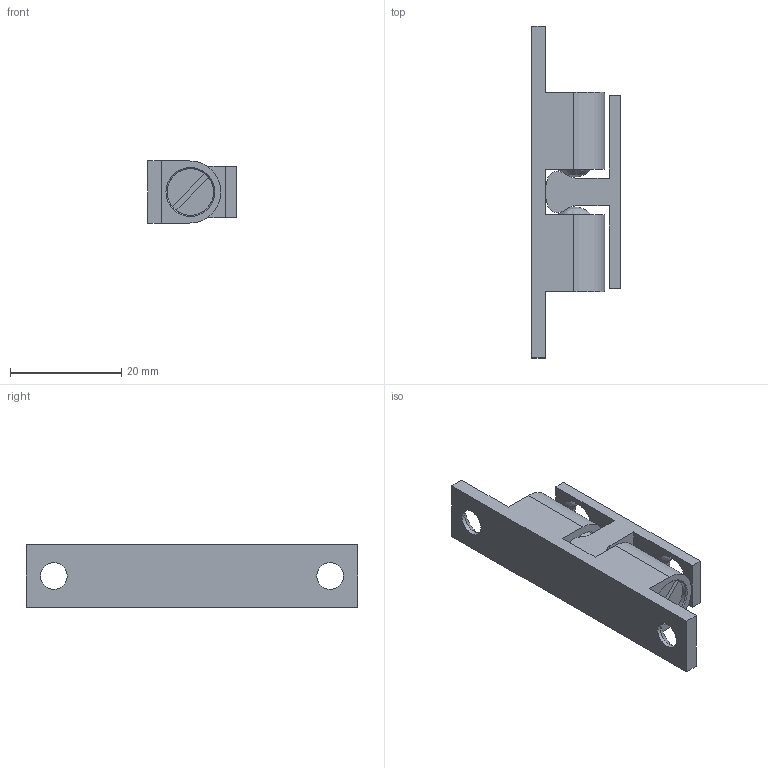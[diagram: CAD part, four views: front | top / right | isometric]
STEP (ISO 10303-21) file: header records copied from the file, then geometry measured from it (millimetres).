
FILE_DESCRIPTION (( 'STEP AP214' ), '1' );
FILE_NAME ('7350030', '2019-01-30T09:22:19', ( '' ), ('JUGARD+KÜNSTNER GmbH'), 'SwSTEP 2.0', 'SolidWorks 2017', '' );
FILE_SCHEMA (( 'AUTOMOTIVE_DESIGN' ));
Length unit declared in the file: millimetre
Products named in the file (4): 7350030; Part4; Part1; Part3
Assembly tree (4 placements, depth 2):
  7350030
    Part4
    Part1
    Part3  x2
Bounding box: 16 x 59.8 x 11.2 mm (x, y, z)
Volume: 5509.8 mm3; surface area: 4430.6 mm2
Topology: 4 solids, 4 shells, 74 faces, 194 edges, 124 vertices
Faces by surface type: plane 35, cylinder 23, cone 12, bspline 4
Entity records: 3200 total; most frequent: CARTESIAN_POINT 415, DIRECTION 414, ORIENTED_EDGE 368, EDGE_CURVE 184, AXIS2_PLACEMENT_3D 153, VERTEX_POINT 122, LINE 108, VECTOR 108
